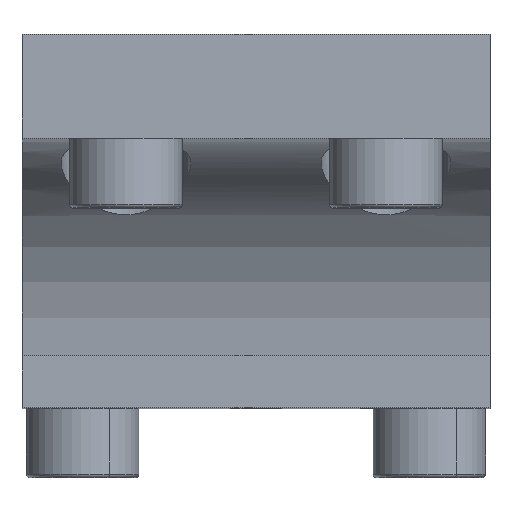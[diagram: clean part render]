
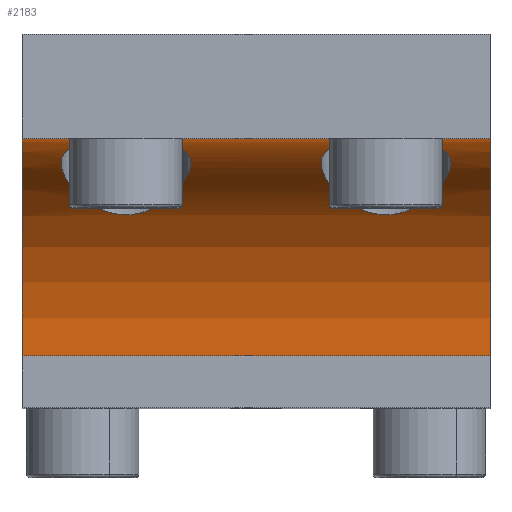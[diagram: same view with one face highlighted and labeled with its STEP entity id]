
A CAD part, top view. The second image highlights one B-rep face of the part: STEP entity #2183.
In plain terms, the highlighted cylindrical face has radius 25 mm (diameter 50 mm), a partial arc.
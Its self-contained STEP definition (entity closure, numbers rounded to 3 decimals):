
#1582=CARTESIAN_POINT('Control Point',(8.418,11.718,42.096)) ;
#1583=CARTESIAN_POINT('Control Point',(7.969,11.443,41.273)) ;
#1584=CARTESIAN_POINT('Control Point',(7.656,11.111,40.394)) ;
#1585=CARTESIAN_POINT('Control Point',(7.488,10.719,39.497)) ;
#1586=CARTESIAN_POINT('Control Point',(7.43,9.998,38.054)) ;
#1587=CARTESIAN_POINT('Control Point',(7.691,9.18,36.697)) ;
#1588=CARTESIAN_POINT('Control Point',(7.837,8.848,36.183)) ;
#1589=CARTESIAN_POINT('Control Point',(8.217,8.164,35.193)) ;
#1590=CARTESIAN_POINT('Control Point',(8.758,7.463,34.294)) ;
#1591=CARTESIAN_POINT('Control Point',(9.065,7.112,33.871)) ;
#1592=CARTESIAN_POINT('Control Point',(9.718,6.453,33.117)) ;
#1593=CARTESIAN_POINT('Control Point',(10.504,5.829,32.468)) ;
#1594=CARTESIAN_POINT('Control Point',(10.91,5.544,32.184)) ;
#1595=CARTESIAN_POINT('Control Point',(11.709,5.059,31.719)) ;
#1596=CARTESIAN_POINT('Control Point',(12.612,4.673,31.37)) ;
#1597=CARTESIAN_POINT('Control Point',(13.043,4.524,31.238)) ;
#1598=CARTESIAN_POINT('Control Point',(14.122,4.248,30.998)) ;
#1599=CARTESIAN_POINT('Control Point',(15.267,4.201,30.96)) ;
#1600=CARTESIAN_POINT('Control Point',(15.938,4.267,31.015)) ;
#1601=CARTESIAN_POINT('Control Point',(17.522,4.63,31.326)) ;
#1602=CARTESIAN_POINT('Control Point',(18.875,5.354,31.989)) ;
#1603=CARTESIAN_POINT('Control Point',(19.579,5.851,32.473)) ;
#1604=CARTESIAN_POINT('Control Point',(20.426,6.573,33.238)) ;
#1605=CARTESIAN_POINT('Control Point',(21.105,7.319,34.127)) ;
#1606=CARTESIAN_POINT('Control Point',(21.277,7.522,34.378)) ;
#1607=CARTESIAN_POINT('Control Point',(21.436,7.726,34.637)) ;
#1608=CARTESIAN_POINT('Control Point',(21.582,7.928,34.904)) ;
#1609=CARTESIAN_POINT('Vertex',(8.418,11.718,42.096)) ;
#1611=CARTESIAN_POINT('Vertex',(21.582,7.928,34.904)) ;
#1637=CARTESIAN_POINT('Control Point',(21.582,7.928,34.904)) ;
#1638=CARTESIAN_POINT('Control Point',(22.004,8.513,35.677)) ;
#1639=CARTESIAN_POINT('Control Point',(22.315,9.089,36.515)) ;
#1640=CARTESIAN_POINT('Control Point',(22.508,9.642,37.416)) ;
#1641=CARTESIAN_POINT('Control Point',(22.612,10.668,39.322)) ;
#1642=CARTESIAN_POINT('Control Point',(22.083,11.462,41.269)) ;
#1643=CARTESIAN_POINT('Control Point',(21.64,11.787,42.222)) ;
#1644=CARTESIAN_POINT('Control Point',(20.568,12.225,43.737)) ;
#1645=CARTESIAN_POINT('Control Point',(19.074,12.475,44.871)) ;
#1646=CARTESIAN_POINT('Control Point',(18.374,12.552,45.271)) ;
#1647=CARTESIAN_POINT('Control Point',(16.871,12.66,45.874)) ;
#1648=CARTESIAN_POINT('Control Point',(15.259,12.688,46.061)) ;
#1649=CARTESIAN_POINT('Control Point',(14.45,12.685,46.043)) ;
#1650=CARTESIAN_POINT('Control Point',(12.467,12.638,45.738)) ;
#1651=CARTESIAN_POINT('Control Point',(10.675,12.465,44.804)) ;
#1652=CARTESIAN_POINT('Control Point',(9.726,12.303,44.031)) ;
#1653=CARTESIAN_POINT('Control Point',(8.969,12.054,43.105)) ;
#1654=CARTESIAN_POINT('Control Point',(8.418,11.718,42.096)) ;
#1669=CARTESIAN_POINT('Control Point',(-21.582,11.718,42.096)) ;
#1670=CARTESIAN_POINT('Control Point',(-22.031,11.443,41.273)) ;
#1671=CARTESIAN_POINT('Control Point',(-22.344,11.111,40.394)) ;
#1672=CARTESIAN_POINT('Control Point',(-22.512,10.719,39.497)) ;
#1673=CARTESIAN_POINT('Control Point',(-22.57,9.998,38.054)) ;
#1674=CARTESIAN_POINT('Control Point',(-22.309,9.18,36.697)) ;
#1675=CARTESIAN_POINT('Control Point',(-22.163,8.848,36.183)) ;
#1676=CARTESIAN_POINT('Control Point',(-21.783,8.164,35.193)) ;
#1677=CARTESIAN_POINT('Control Point',(-21.242,7.463,34.294)) ;
#1678=CARTESIAN_POINT('Control Point',(-20.935,7.112,33.871)) ;
#1679=CARTESIAN_POINT('Control Point',(-20.282,6.453,33.117)) ;
#1680=CARTESIAN_POINT('Control Point',(-19.496,5.829,32.468)) ;
#1681=CARTESIAN_POINT('Control Point',(-19.09,5.544,32.184)) ;
#1682=CARTESIAN_POINT('Control Point',(-18.291,5.059,31.719)) ;
#1683=CARTESIAN_POINT('Control Point',(-17.388,4.673,31.37)) ;
#1684=CARTESIAN_POINT('Control Point',(-16.957,4.524,31.238)) ;
#1685=CARTESIAN_POINT('Control Point',(-15.878,4.248,30.998)) ;
#1686=CARTESIAN_POINT('Control Point',(-14.733,4.201,30.96)) ;
#1687=CARTESIAN_POINT('Control Point',(-14.062,4.267,31.015)) ;
#1688=CARTESIAN_POINT('Control Point',(-12.478,4.63,31.326)) ;
#1689=CARTESIAN_POINT('Control Point',(-11.125,5.354,31.989)) ;
#1690=CARTESIAN_POINT('Control Point',(-10.421,5.851,32.473)) ;
#1691=CARTESIAN_POINT('Control Point',(-9.574,6.573,33.238)) ;
#1692=CARTESIAN_POINT('Control Point',(-8.895,7.319,34.127)) ;
#1693=CARTESIAN_POINT('Control Point',(-8.723,7.522,34.378)) ;
#1694=CARTESIAN_POINT('Control Point',(-8.564,7.726,34.637)) ;
#1695=CARTESIAN_POINT('Control Point',(-8.418,7.928,34.904)) ;
#1696=CARTESIAN_POINT('Vertex',(-21.582,11.718,42.096)) ;
#1698=CARTESIAN_POINT('Vertex',(-8.418,7.928,34.904)) ;
#1724=CARTESIAN_POINT('Control Point',(-8.418,7.928,34.904)) ;
#1725=CARTESIAN_POINT('Control Point',(-7.996,8.513,35.677)) ;
#1726=CARTESIAN_POINT('Control Point',(-7.685,9.089,36.515)) ;
#1727=CARTESIAN_POINT('Control Point',(-7.492,9.642,37.416)) ;
#1728=CARTESIAN_POINT('Control Point',(-7.388,10.668,39.322)) ;
#1729=CARTESIAN_POINT('Control Point',(-7.917,11.462,41.269)) ;
#1730=CARTESIAN_POINT('Control Point',(-8.36,11.787,42.222)) ;
#1731=CARTESIAN_POINT('Control Point',(-9.432,12.225,43.737)) ;
#1732=CARTESIAN_POINT('Control Point',(-10.926,12.475,44.871)) ;
#1733=CARTESIAN_POINT('Control Point',(-11.626,12.552,45.271)) ;
#1734=CARTESIAN_POINT('Control Point',(-13.129,12.66,45.874)) ;
#1735=CARTESIAN_POINT('Control Point',(-14.741,12.688,46.061)) ;
#1736=CARTESIAN_POINT('Control Point',(-15.55,12.685,46.043)) ;
#1737=CARTESIAN_POINT('Control Point',(-17.533,12.638,45.738)) ;
#1738=CARTESIAN_POINT('Control Point',(-19.325,12.465,44.804)) ;
#1739=CARTESIAN_POINT('Control Point',(-20.274,12.303,44.031)) ;
#1740=CARTESIAN_POINT('Control Point',(-21.031,12.054,43.105)) ;
#1741=CARTESIAN_POINT('Control Point',(-21.582,11.718,42.096)) ;
#1823=CARTESIAN_POINT('Line Origine',(0.,-12.,25.)) ;
#1827=CARTESIAN_POINT('Vertex',(-27.,-12.,25.)) ;
#1829=CARTESIAN_POINT('Vertex',(27.,-12.,25.)) ;
#2118=CARTESIAN_POINT('Axis2P3D Location',(-27.,-12.,50.)) ;
#2122=CARTESIAN_POINT('Vertex',(-27.,13.,50.)) ;
#2152=CARTESIAN_POINT('Axis2P3D Location',(0.,-12.,50.)) ;
#2157=CARTESIAN_POINT('Line Origine',(0.,13.,50.)) ;
#2161=CARTESIAN_POINT('Vertex',(27.,13.,50.)) ;
#2164=CARTESIAN_POINT('Axis2P3D Location',(27.,-12.,50.)) ;
#1824=DIRECTION('Vector Direction',(1.,0.,0.)) ;
#2119=DIRECTION('Axis2P3D Direction',(1.,0.,0.)) ;
#2153=DIRECTION('Axis2P3D Direction',(1.,0.,0.)) ;
#2154=DIRECTION('Axis2P3D XDirection',(0.,0.,-1.)) ;
#2158=DIRECTION('Vector Direction',(1.,0.,0.)) ;
#2165=DIRECTION('Axis2P3D Direction',(1.,0.,0.)) ;
#2120=AXIS2_PLACEMENT_3D('Circle Axis2P3D',#2118,#2119,$) ;
#2155=AXIS2_PLACEMENT_3D('Cylinder Axis2P3D',#2152,#2153,#2154) ;
#2166=AXIS2_PLACEMENT_3D('Circle Axis2P3D',#2164,#2165,$) ;
#2170=ORIENTED_EDGE('',*,*,#2163,.F.) ;
#2171=ORIENTED_EDGE('',*,*,#2124,.T.) ;
#2172=ORIENTED_EDGE('',*,*,#1831,.T.) ;
#2173=ORIENTED_EDGE('',*,*,#2168,.F.) ;
#2176=ORIENTED_EDGE('',*,*,#1613,.F.) ;
#2177=ORIENTED_EDGE('',*,*,#1655,.F.) ;
#2180=ORIENTED_EDGE('',*,*,#1700,.F.) ;
#2181=ORIENTED_EDGE('',*,*,#1742,.F.) ;
#2178=FACE_BOUND('',#2175,.T.) ;
#2182=FACE_BOUND('',#2179,.T.) ;
#1825=VECTOR('Line Direction',#1824,1.) ;
#2159=VECTOR('Line Direction',#2158,1.) ;
#2183=ADVANCED_FACE('PartBody',(#2174,#2178,#2182),#2156,.F.) ;
#1581=B_SPLINE_CURVE_WITH_KNOTS('',5,(#1582,#1583,#1584,#1585,#1586,#1587,#1588,#1589,#1590,#1591,#1592,#1593,#1594,#1595,#1596,#1597,#1598,#1599,#1600,#1601,#1602,#1603,#1604,#1605,#1606,#1607,#1608),.UNSPECIFIED.,.F.,.U.,(6,3,3,3,3,3,3,3,6),(0.,6.932,11.354,15.775,19.811,23.146,27.844,34.776,37.37),.UNSPECIFIED.) ;
#1636=B_SPLINE_CURVE_WITH_KNOTS('',5,(#1637,#1638,#1639,#1640,#1641,#1642,#1643,#1644,#1645,#1646,#1647,#1648,#1649,#1650,#1651,#1652,#1653,#1654),.UNSPECIFIED.,.F.,.U.,(6,3,3,3,3,6),(0.,7.522,15.246,20.873,26.499,35.028),.UNSPECIFIED.) ;
#1668=B_SPLINE_CURVE_WITH_KNOTS('',5,(#1669,#1670,#1671,#1672,#1673,#1674,#1675,#1676,#1677,#1678,#1679,#1680,#1681,#1682,#1683,#1684,#1685,#1686,#1687,#1688,#1689,#1690,#1691,#1692,#1693,#1694,#1695),.UNSPECIFIED.,.F.,.U.,(6,3,3,3,3,3,3,3,6),(0.,6.932,11.354,15.775,19.811,23.146,27.844,34.776,37.37),.UNSPECIFIED.) ;
#1723=B_SPLINE_CURVE_WITH_KNOTS('',5,(#1724,#1725,#1726,#1727,#1728,#1729,#1730,#1731,#1732,#1733,#1734,#1735,#1736,#1737,#1738,#1739,#1740,#1741),.UNSPECIFIED.,.F.,.U.,(6,3,3,3,3,6),(0.,7.522,15.246,20.873,26.499,35.028),.UNSPECIFIED.) ;
#2121=CIRCLE('generated circle',#2120,25.) ;
#2167=CIRCLE('generated circle',#2166,25.) ;
#2156=CYLINDRICAL_SURFACE('generated cylinder',#2155,25.) ;
#1613=EDGE_CURVE('',#1610,#1612,#1581,.T.) ;
#1655=EDGE_CURVE('',#1612,#1610,#1636,.T.) ;
#1700=EDGE_CURVE('',#1697,#1699,#1668,.T.) ;
#1742=EDGE_CURVE('',#1699,#1697,#1723,.T.) ;
#1831=EDGE_CURVE('',#1828,#1830,#1826,.T.) ;
#2124=EDGE_CURVE('',#2123,#1828,#2121,.F.) ;
#2163=EDGE_CURVE('',#2123,#2162,#2160,.T.) ;
#2168=EDGE_CURVE('',#2162,#1830,#2167,.F.) ;
#2169=EDGE_LOOP('',(#2170,#2171,#2172,#2173)) ;
#2175=EDGE_LOOP('',(#2176,#2177)) ;
#2179=EDGE_LOOP('',(#2180,#2181)) ;
#2174=FACE_OUTER_BOUND('',#2169,.T.) ;
#1826=LINE('Line',#1823,#1825) ;
#2160=LINE('Line',#2157,#2159) ;
#1610=VERTEX_POINT('',#1609) ;
#1612=VERTEX_POINT('',#1611) ;
#1697=VERTEX_POINT('',#1696) ;
#1699=VERTEX_POINT('',#1698) ;
#1828=VERTEX_POINT('',#1827) ;
#1830=VERTEX_POINT('',#1829) ;
#2123=VERTEX_POINT('',#2122) ;
#2162=VERTEX_POINT('',#2161) ;
